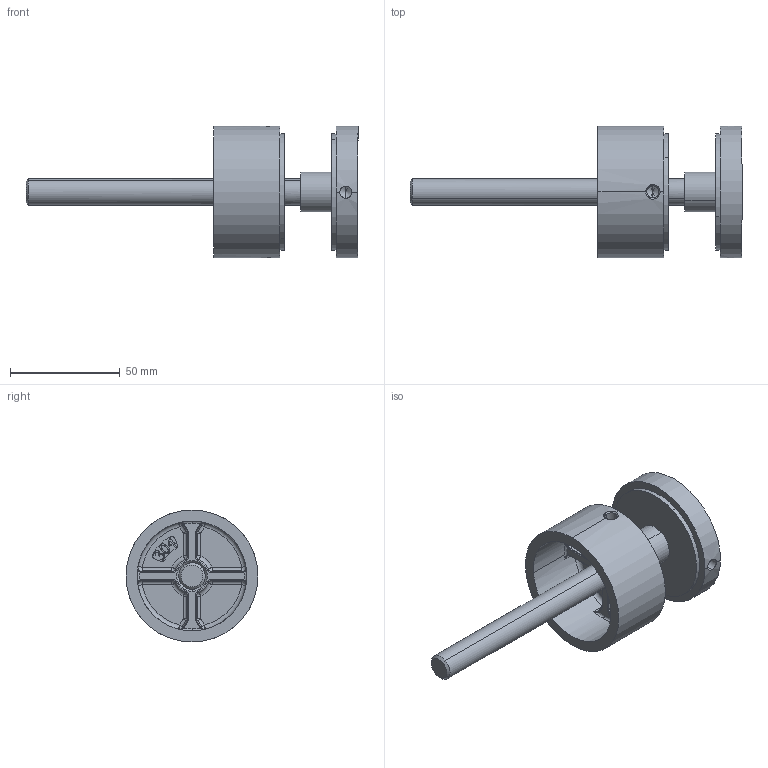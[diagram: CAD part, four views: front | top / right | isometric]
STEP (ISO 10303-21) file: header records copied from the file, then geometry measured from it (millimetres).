
FILE_DESCRIPTION(('STEP AP214'),'1');
FILE_NAME('cctmp_18D12F08-03FF-4955-87A2-A7C218C9A9F4_2020_1_14_19_26_34_163..stp','2020-01-14T18:26:35',('OnLevel Balustrades'),('CADClick - www.CADClick.com'),'Spatial InterOp 3D',' ','unknown authorization');
FILE_SCHEMA(('AUTOMOTIVE_DESIGN'));
Length unit declared in the file: millimetre
Products named in the file (1): 2020_01_14__19-26-34-148
Bounding box: 151 x 60 x 60 mm (x, y, z)
Volume: 85657.7 mm3; surface area: 30880.6 mm2
Topology: 1 solids, 6 shells, 371 faces, 970 edges, 580 vertices
Faces by surface type: cylinder 151, plane 97, bspline 43, torus 38, sphere 24, cone 18
Entity records: 15199 total; most frequent: CARTESIAN_POINT 3332, DIRECTION 1872, ORIENTED_EDGE 1860, EDGE_CURVE 930, AXIS2_PLACEMENT_3D 727, VERTEX_POINT 582, LINE 418, VECTOR 418
